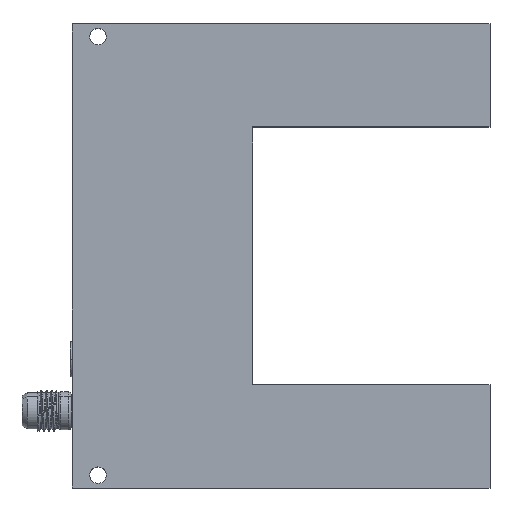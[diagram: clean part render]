
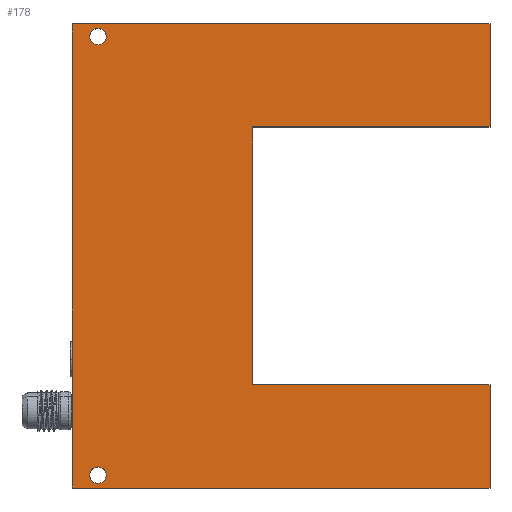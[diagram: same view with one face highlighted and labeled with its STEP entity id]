
A CAD part, top view. The second image highlights one B-rep face of the part: STEP entity #178.
In plain terms, the highlighted planar face has unit normal (0, 0, 1).
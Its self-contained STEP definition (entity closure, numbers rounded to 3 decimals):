
#178=ADVANCED_FACE('',(#408,#409,#410),#411,.T.);
#408=FACE_BOUND('',#698,.T.);
#409=FACE_OUTER_BOUND('',#699,.T.);
#410=FACE_BOUND('',#700,.T.);
#411=PLANE('',#701);
#698=EDGE_LOOP('',(#2531,#2532));
#699=EDGE_LOOP('',(#2533,#2534,#2535,#2536,#2537,#2538,#2539,#2540,#2541,#2542,#2543,#2544));
#700=EDGE_LOOP('',(#2545,#2546));
#701=AXIS2_PLACEMENT_3D('',#2547,#2548,#2549);
#2531=ORIENTED_EDGE('',*,*,#3200,.T.);
#2532=ORIENTED_EDGE('',*,*,#3201,.T.);
#2533=ORIENTED_EDGE('',*,*,#3202,.T.);
#2534=ORIENTED_EDGE('',*,*,#3203,.T.);
#2535=ORIENTED_EDGE('',*,*,#3196,.T.);
#2536=ORIENTED_EDGE('',*,*,#3143,.T.);
#2537=ORIENTED_EDGE('',*,*,#3204,.T.);
#2538=ORIENTED_EDGE('',*,*,#3128,.T.);
#2539=ORIENTED_EDGE('',*,*,#3205,.T.);
#2540=ORIENTED_EDGE('',*,*,#3206,.T.);
#2541=ORIENTED_EDGE('',*,*,#3207,.T.);
#2542=ORIENTED_EDGE('',*,*,#3208,.T.);
#2543=ORIENTED_EDGE('',*,*,#3096,.T.);
#2544=ORIENTED_EDGE('',*,*,#3169,.T.);
#2545=ORIENTED_EDGE('',*,*,#3183,.T.);
#2546=ORIENTED_EDGE('',*,*,#3209,.T.);
#2547=CARTESIAN_POINT('',(0.022,0.,10.0));
#2548=DIRECTION('',(0.,0.,1.0));
#2549=DIRECTION('',(1.0,0.,0.));
#3096=EDGE_CURVE('',#3432,#3430,#3433,.T.);
#3128=EDGE_CURVE('',#3484,#3481,#3485,.T.);
#3143=EDGE_CURVE('',#3511,#3509,#3512,.T.);
#3169=EDGE_CURVE('',#3430,#3553,#3556,.T.);
#3183=EDGE_CURVE('',#3570,#3575,#3577,.T.);
#3196=EDGE_CURVE('',#3594,#3511,#3598,.T.);
#3200=EDGE_CURVE('',#3602,#3603,#3604,.T.);
#3201=EDGE_CURVE('',#3603,#3602,#3605,.T.);
#3202=EDGE_CURVE('',#3553,#3606,#3607,.T.);
#3203=EDGE_CURVE('',#3606,#3594,#3608,.T.);
#3204=EDGE_CURVE('',#3509,#3484,#3609,.T.);
#3205=EDGE_CURVE('',#3481,#3610,#3611,.T.);
#3206=EDGE_CURVE('',#3610,#3612,#3613,.T.);
#3207=EDGE_CURVE('',#3612,#3614,#3615,.T.);
#3208=EDGE_CURVE('',#3614,#3432,#3616,.T.);
#3209=EDGE_CURVE('',#3575,#3570,#3617,.T.);
#3430=VERTEX_POINT('',#3975);
#3432=VERTEX_POINT('',#3978);
#3433=LINE('',#3979,#3980);
#3481=VERTEX_POINT('',#4082);
#3484=VERTEX_POINT('',#4086);
#3485=LINE('',#4087,#4088);
#3509=VERTEX_POINT('',#4156);
#3511=VERTEX_POINT('',#4159);
#3512=LINE('',#4160,#4161);
#3553=VERTEX_POINT('',#4260);
#3556=LINE('',#4264,#4265);
#3570=VERTEX_POINT('',#4301);
#3575=VERTEX_POINT('',#4307);
#3577=CIRCLE('',#4310,1.6);
#3594=VERTEX_POINT('',#4373);
#3598=LINE('',#4379,#4380);
#3602=VERTEX_POINT('',#4385);
#3603=VERTEX_POINT('',#4386);
#3604=CIRCLE('',#4387,1.6);
#3605=CIRCLE('',#4388,1.6);
#3606=VERTEX_POINT('',#4389);
#3607=LINE('',#4390,#4391);
#3608=LINE('',#4392,#4393);
#3609=LINE('',#4394,#4395);
#3610=VERTEX_POINT('',#4396);
#3611=LINE('',#4397,#4398);
#3612=VERTEX_POINT('',#4399);
#3613=LINE('',#4400,#4401);
#3614=VERTEX_POINT('',#4402);
#3615=LINE('',#4403,#4404);
#3616=LINE('',#4405,#4406);
#3617=CIRCLE('',#4407,1.6);
#3975=CARTESIAN_POINT('',(-17.5,40.0,10.));
#3978=CARTESIAN_POINT('',(-17.5,45.0,10.));
#3979=CARTESIAN_POINT('',(-17.5,35.0,10.));
#3980=VECTOR('',#5054,1.0);
#4082=CARTESIAN_POINT('',(17.522,-25.0,10.));
#4086=CARTESIAN_POINT('',(63.5,-25.0,10.));
#4087=CARTESIAN_POINT('',(23.0,-25.0,10.));
#4088=VECTOR('',#5084,1.0);
#4156=CARTESIAN_POINT('',(63.5,-45.0,10.0));
#4159=CARTESIAN_POINT('',(-17.5,-45.0,10.0));
#4160=CARTESIAN_POINT('',(23.0,-45.0,10.0));
#4161=VECTOR('',#5098,1.0);
#4260=CARTESIAN_POINT('',(-17.478,40.0,10.));
#4264=CARTESIAN_POINT('',(11.5,40.0,10.));
#4265=VECTOR('',#5134,1.0);
#4301=CARTESIAN_POINT('',(-10.9,42.5,10.));
#4307=CARTESIAN_POINT('',(-14.1,42.5,10.));
#4310=AXIS2_PLACEMENT_3D('',#5148,#5149,#5150);
#4373=CARTESIAN_POINT('',(-17.5,-40.0,10.0));
#4379=CARTESIAN_POINT('',(-17.5,-35.0,10.0));
#4380=VECTOR('',#5164,1.0);
#4385=CARTESIAN_POINT('',(-10.9,-42.5,10.));
#4386=CARTESIAN_POINT('',(-14.1,-42.5,10.));
#4387=AXIS2_PLACEMENT_3D('',#5166,#5167,#5168);
#4388=AXIS2_PLACEMENT_3D('',#5169,#5170,#5171);
#4389=CARTESIAN_POINT('',(-17.478,-40.0,10.0));
#4390=CARTESIAN_POINT('',(-17.478,0.,10.0));
#4391=VECTOR('',#5172,1.0);
#4392=CARTESIAN_POINT('',(11.5,-40.0,10.0));
#4393=VECTOR('',#5173,1.0);
#4394=CARTESIAN_POINT('',(63.5,-35.0,10.));
#4395=VECTOR('',#5174,1.0);
#4396=CARTESIAN_POINT('',(17.522,25.0,10.));
#4397=CARTESIAN_POINT('',(17.522,0.,10.0));
#4398=VECTOR('',#5175,1.0);
#4399=CARTESIAN_POINT('',(63.5,25.0,10.));
#4400=CARTESIAN_POINT('',(23.0,25.0,10.));
#4401=VECTOR('',#5176,1.0);
#4402=CARTESIAN_POINT('',(63.5,45.0,10.));
#4403=CARTESIAN_POINT('',(63.5,35.0,10.));
#4404=VECTOR('',#5177,1.0);
#4405=CARTESIAN_POINT('',(23.0,45.0,10.));
#4406=VECTOR('',#5178,1.0);
#4407=AXIS2_PLACEMENT_3D('',#5179,#5180,#5181);
#5054=DIRECTION('',(0.,-1.0,0.));
#5084=DIRECTION('',(-1.0,0.,0.0));
#5098=DIRECTION('',(1.0,0.,0.0));
#5134=DIRECTION('',(1.0,0.,0.0));
#5148=CARTESIAN_POINT('',(-12.5,42.5,10.));
#5149=DIRECTION('',(0.,0.,-1.0));
#5150=DIRECTION('',(1.0,0.,0.));
#5164=DIRECTION('',(0.,-1.0,0.));
#5166=CARTESIAN_POINT('',(-12.5,-42.5,10.0));
#5167=DIRECTION('',(0.,0.,-1.0));
#5168=DIRECTION('',(1.0,0.,0.));
#5169=CARTESIAN_POINT('',(-12.5,-42.5,10.0));
#5170=DIRECTION('',(0.,0.,-1.0));
#5171=DIRECTION('',(1.0,0.,0.));
#5172=DIRECTION('',(0.,-1.0,0.));
#5173=DIRECTION('',(-1.0,0.,0.0));
#5174=DIRECTION('',(0.,1.0,0.));
#5175=DIRECTION('',(0.,1.0,0.));
#5176=DIRECTION('',(1.0,0.,0.0));
#5177=DIRECTION('',(0.,1.0,0.));
#5178=DIRECTION('',(-1.0,0.,0.0));
#5179=CARTESIAN_POINT('',(-12.5,42.5,10.));
#5180=DIRECTION('',(0.,0.,-1.0));
#5181=DIRECTION('',(1.0,0.,0.));
